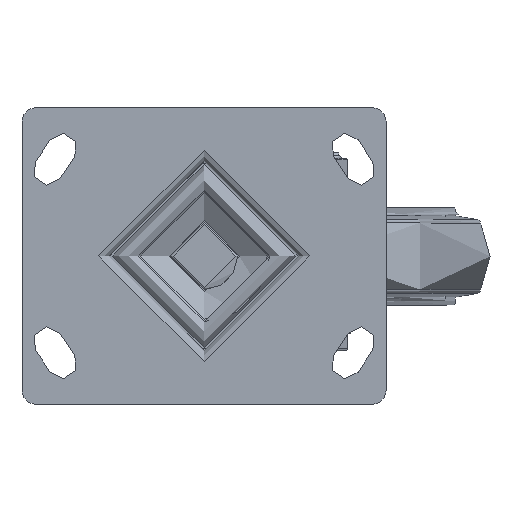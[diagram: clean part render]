
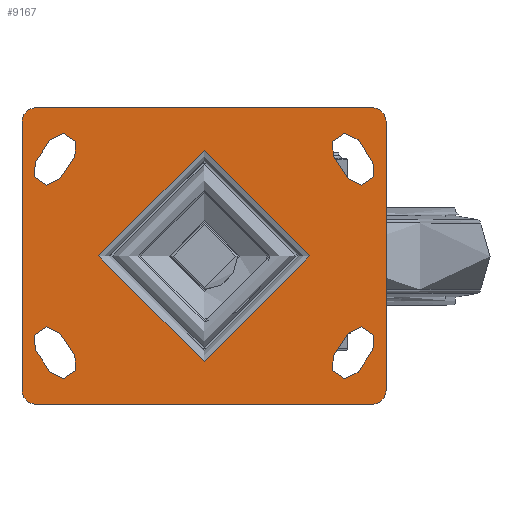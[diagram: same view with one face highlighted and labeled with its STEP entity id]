
A CAD part, top view. The second image highlights one B-rep face of the part: STEP entity #9167.
In plain terms, the highlighted planar face has unit normal (0, 0, 1).
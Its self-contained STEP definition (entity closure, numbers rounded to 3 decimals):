
#330=FACE_BOUND('',#3102,.T.);
#331=FACE_BOUND('',#3103,.T.);
#332=FACE_BOUND('',#3104,.T.);
#333=FACE_BOUND('',#3105,.T.);
#334=FACE_BOUND('',#3106,.T.);
#392=PLANE('',#10022);
#1047=LINE('',#14056,#1751);
#1049=LINE('',#14059,#1753);
#1051=LINE('',#14062,#1755);
#1053=LINE('',#14065,#1757);
#1055=LINE('',#14068,#1759);
#1057=LINE('',#14071,#1761);
#1059=LINE('',#14074,#1763);
#1061=LINE('',#14077,#1765);
#1066=LINE('',#14084,#1770);
#1067=LINE('',#14085,#1771);
#1068=LINE('',#14086,#1772);
#1069=LINE('',#14087,#1773);
#1751=VECTOR('',#11288,1000.);
#1753=VECTOR('',#11292,1000.);
#1755=VECTOR('',#11296,1000.);
#1757=VECTOR('',#11300,1000.);
#1759=VECTOR('',#11304,1000.);
#1761=VECTOR('',#11308,1000.);
#1763=VECTOR('',#11312,1000.);
#1765=VECTOR('',#11316,1000.);
#1770=VECTOR('',#11325,1000.);
#1771=VECTOR('',#11326,1000.);
#1772=VECTOR('',#11327,1000.);
#1773=VECTOR('',#11328,1000.);
#2548=FACE_OUTER_BOUND('',#3101,.T.);
#3101=EDGE_LOOP('',(#6645,#6646,#6647,#6648,#6649,#6650,#6651,#6652));
#3102=EDGE_LOOP('',(#6653));
#3103=EDGE_LOOP('',(#6654,#6655,#6656,#6657));
#3104=EDGE_LOOP('',(#6658,#6659,#6660,#6661));
#3105=EDGE_LOOP('',(#6662,#6663,#6664,#6665));
#3106=EDGE_LOOP('',(#6666,#6667,#6668,#6669));
#3676=CIRCLE('',#9843,39.);
#3787=CIRCLE('',#9978,5.);
#3789=CIRCLE('',#9981,5.);
#3791=CIRCLE('',#9984,5.);
#3793=CIRCLE('',#9987,5.);
#3795=CIRCLE('',#9990,5.5);
#3798=CIRCLE('',#9994,5.5);
#3799=CIRCLE('',#9996,5.5);
#3802=CIRCLE('',#10000,5.5);
#3803=CIRCLE('',#10002,5.5);
#3806=CIRCLE('',#10006,5.5);
#3807=CIRCLE('',#10008,5.5);
#3810=CIRCLE('',#10012,5.5);
#4072=VERTEX_POINT('',#13565);
#4241=VERTEX_POINT('',#13947);
#4242=VERTEX_POINT('',#13948);
#4245=VERTEX_POINT('',#13956);
#4246=VERTEX_POINT('',#13957);
#4249=VERTEX_POINT('',#13965);
#4250=VERTEX_POINT('',#13966);
#4253=VERTEX_POINT('',#13974);
#4254=VERTEX_POINT('',#13975);
#4257=VERTEX_POINT('',#13983);
#4258=VERTEX_POINT('',#13984);
#4263=VERTEX_POINT('',#13995);
#4264=VERTEX_POINT('',#13997);
#4265=VERTEX_POINT('',#14001);
#4266=VERTEX_POINT('',#14002);
#4271=VERTEX_POINT('',#14013);
#4272=VERTEX_POINT('',#14015);
#4273=VERTEX_POINT('',#14019);
#4274=VERTEX_POINT('',#14020);
#4279=VERTEX_POINT('',#14031);
#4280=VERTEX_POINT('',#14033);
#4281=VERTEX_POINT('',#14037);
#4282=VERTEX_POINT('',#14038);
#4287=VERTEX_POINT('',#14049);
#4288=VERTEX_POINT('',#14051);
#4949=EDGE_CURVE('',#4072,#4072,#3676,.T.);
#5130=EDGE_CURVE('',#4241,#4242,#3787,.T.);
#5134=EDGE_CURVE('',#4245,#4246,#3789,.T.);
#5138=EDGE_CURVE('',#4249,#4250,#3791,.T.);
#5142=EDGE_CURVE('',#4253,#4254,#3793,.T.);
#5146=EDGE_CURVE('',#4257,#4258,#3795,.T.);
#5152=EDGE_CURVE('',#4264,#4263,#3798,.T.);
#5154=EDGE_CURVE('',#4265,#4266,#3799,.T.);
#5160=EDGE_CURVE('',#4272,#4271,#3802,.T.);
#5162=EDGE_CURVE('',#4273,#4274,#3803,.T.);
#5168=EDGE_CURVE('',#4280,#4279,#3806,.T.);
#5170=EDGE_CURVE('',#4281,#4282,#3807,.T.);
#5176=EDGE_CURVE('',#4288,#4287,#3810,.T.);
#5179=EDGE_CURVE('',#4282,#4288,#1047,.T.);
#5181=EDGE_CURVE('',#4287,#4281,#1049,.T.);
#5183=EDGE_CURVE('',#4274,#4280,#1051,.T.);
#5185=EDGE_CURVE('',#4279,#4273,#1053,.T.);
#5187=EDGE_CURVE('',#4266,#4272,#1055,.T.);
#5189=EDGE_CURVE('',#4271,#4265,#1057,.T.);
#5191=EDGE_CURVE('',#4258,#4264,#1059,.T.);
#5193=EDGE_CURVE('',#4263,#4257,#1061,.T.);
#5198=EDGE_CURVE('',#4250,#4253,#1066,.T.);
#5199=EDGE_CURVE('',#4242,#4249,#1067,.T.);
#5200=EDGE_CURVE('',#4246,#4241,#1068,.T.);
#5201=EDGE_CURVE('',#4254,#4245,#1069,.T.);
#6645=ORIENTED_EDGE('',*,*,#5142,.F.);
#6646=ORIENTED_EDGE('',*,*,#5198,.F.);
#6647=ORIENTED_EDGE('',*,*,#5138,.F.);
#6648=ORIENTED_EDGE('',*,*,#5199,.F.);
#6649=ORIENTED_EDGE('',*,*,#5130,.F.);
#6650=ORIENTED_EDGE('',*,*,#5200,.F.);
#6651=ORIENTED_EDGE('',*,*,#5134,.F.);
#6652=ORIENTED_EDGE('',*,*,#5201,.F.);
#6653=ORIENTED_EDGE('',*,*,#4949,.F.);
#6654=ORIENTED_EDGE('',*,*,#5170,.T.);
#6655=ORIENTED_EDGE('',*,*,#5179,.T.);
#6656=ORIENTED_EDGE('',*,*,#5176,.T.);
#6657=ORIENTED_EDGE('',*,*,#5181,.T.);
#6658=ORIENTED_EDGE('',*,*,#5162,.T.);
#6659=ORIENTED_EDGE('',*,*,#5183,.T.);
#6660=ORIENTED_EDGE('',*,*,#5168,.T.);
#6661=ORIENTED_EDGE('',*,*,#5185,.T.);
#6662=ORIENTED_EDGE('',*,*,#5154,.T.);
#6663=ORIENTED_EDGE('',*,*,#5187,.T.);
#6664=ORIENTED_EDGE('',*,*,#5160,.T.);
#6665=ORIENTED_EDGE('',*,*,#5189,.T.);
#6666=ORIENTED_EDGE('',*,*,#5146,.T.);
#6667=ORIENTED_EDGE('',*,*,#5191,.T.);
#6668=ORIENTED_EDGE('',*,*,#5152,.T.);
#6669=ORIENTED_EDGE('',*,*,#5193,.T.);
#9167=ADVANCED_FACE('',(#2548,#330,#331,#332,#333,#334),#392,.T.);
#9843=AXIS2_PLACEMENT_3D('',#13566,#10867,#10868);
#9978=AXIS2_PLACEMENT_3D('',#13949,#11191,#11192);
#9981=AXIS2_PLACEMENT_3D('',#13958,#11199,#11200);
#9984=AXIS2_PLACEMENT_3D('',#13967,#11207,#11208);
#9987=AXIS2_PLACEMENT_3D('',#13976,#11215,#11216);
#9990=AXIS2_PLACEMENT_3D('',#13985,#11223,#11224);
#9994=AXIS2_PLACEMENT_3D('',#13998,#11234,#11235);
#9996=AXIS2_PLACEMENT_3D('',#14003,#11239,#11240);
#10000=AXIS2_PLACEMENT_3D('',#14016,#11250,#11251);
#10002=AXIS2_PLACEMENT_3D('',#14021,#11255,#11256);
#10006=AXIS2_PLACEMENT_3D('',#14034,#11266,#11267);
#10008=AXIS2_PLACEMENT_3D('',#14039,#11271,#11272);
#10012=AXIS2_PLACEMENT_3D('',#14052,#11282,#11283);
#10022=AXIS2_PLACEMENT_3D('',#14083,#11323,#11324);
#10867=DIRECTION('center_axis',(0.,0.,1.));
#10868=DIRECTION('ref_axis',(0.,-1.,0.));
#11191=DIRECTION('center_axis',(0.,0.,-1.));
#11192=DIRECTION('ref_axis',(-0.707,-0.707,0.));
#11199=DIRECTION('center_axis',(0.,0.,-1.));
#11200=DIRECTION('ref_axis',(0.707,-0.707,0.));
#11207=DIRECTION('center_axis',(0.,0.,-1.));
#11208=DIRECTION('ref_axis',(-0.707,0.707,0.));
#11215=DIRECTION('center_axis',(0.,0.,-1.));
#11216=DIRECTION('ref_axis',(0.707,0.707,0.));
#11223=DIRECTION('center_axis',(0.,0.,-1.));
#11224=DIRECTION('ref_axis',(-1.,0.,0.));
#11234=DIRECTION('center_axis',(0.,0.,-1.));
#11235=DIRECTION('ref_axis',(-1.,0.,0.));
#11239=DIRECTION('center_axis',(0.,0.,-1.));
#11240=DIRECTION('ref_axis',(1.,0.,0.));
#11250=DIRECTION('center_axis',(0.,0.,-1.));
#11251=DIRECTION('ref_axis',(1.,0.,0.));
#11255=DIRECTION('center_axis',(0.,0.,-1.));
#11256=DIRECTION('ref_axis',(1.,0.,0.));
#11266=DIRECTION('center_axis',(0.,0.,-1.));
#11267=DIRECTION('ref_axis',(1.,0.,0.));
#11271=DIRECTION('center_axis',(0.,0.,-1.));
#11272=DIRECTION('ref_axis',(-1.,0.,0.));
#11282=DIRECTION('center_axis',(0.,0.,-1.));
#11283=DIRECTION('ref_axis',(-1.,0.,0.));
#11288=DIRECTION('',(-0.555,-0.832,0.));
#11292=DIRECTION('',(0.555,0.832,0.));
#11296=DIRECTION('',(0.555,-0.832,0.));
#11300=DIRECTION('',(-0.555,0.832,0.));
#11304=DIRECTION('',(0.555,0.832,0.));
#11308=DIRECTION('',(-0.555,-0.832,0.));
#11312=DIRECTION('',(-0.555,0.832,0.));
#11316=DIRECTION('',(0.555,-0.832,0.));
#11323=DIRECTION('center_axis',(0.,0.,1.));
#11324=DIRECTION('ref_axis',(1.,0.,0.));
#11325=DIRECTION('',(1.,0.,0.));
#11326=DIRECTION('',(0.,1.,0.));
#11327=DIRECTION('',(-1.,0.,0.));
#11328=DIRECTION('',(0.,-1.,0.));
#13565=CARTESIAN_POINT('',(39.,0.,0.));
#13566=CARTESIAN_POINT('Origin',(0.,0.,0.));
#13947=CARTESIAN_POINT('',(-62.5,-55.,0.));
#13948=CARTESIAN_POINT('',(-67.5,-50.,0.));
#13949=CARTESIAN_POINT('Origin',(-62.5,-50.,0.));
#13956=CARTESIAN_POINT('',(67.5,-50.,0.));
#13957=CARTESIAN_POINT('',(62.5,-55.,0.));
#13958=CARTESIAN_POINT('Origin',(62.5,-50.,0.));
#13965=CARTESIAN_POINT('',(-67.5,50.,0.));
#13966=CARTESIAN_POINT('',(-62.5,55.,0.));
#13967=CARTESIAN_POINT('Origin',(-62.5,50.,0.));
#13974=CARTESIAN_POINT('',(62.5,55.,0.));
#13975=CARTESIAN_POINT('',(67.5,50.,0.));
#13976=CARTESIAN_POINT('Origin',(62.5,50.,0.));
#13983=CARTESIAN_POINT('',(62.576,34.801,0.));
#13984=CARTESIAN_POINT('',(53.424,28.699,0.));
#13985=CARTESIAN_POINT('Origin',(58.,31.75,0.));
#13995=CARTESIAN_POINT('',(57.076,43.051,0.));
#13997=CARTESIAN_POINT('',(47.924,36.949,0.));
#13998=CARTESIAN_POINT('Origin',(52.5,40.,0.));
#14001=CARTESIAN_POINT('',(-53.424,28.699,0.));
#14002=CARTESIAN_POINT('',(-62.576,34.801,0.));
#14003=CARTESIAN_POINT('Origin',(-58.,31.75,0.));
#14013=CARTESIAN_POINT('',(-47.924,36.949,0.));
#14015=CARTESIAN_POINT('',(-57.076,43.051,0.));
#14016=CARTESIAN_POINT('Origin',(-52.5,40.,0.));
#14019=CARTESIAN_POINT('',(-62.576,-34.801,0.));
#14020=CARTESIAN_POINT('',(-53.424,-28.699,0.));
#14021=CARTESIAN_POINT('Origin',(-58.,-31.75,0.));
#14031=CARTESIAN_POINT('',(-57.076,-43.051,0.));
#14033=CARTESIAN_POINT('',(-47.924,-36.949,0.));
#14034=CARTESIAN_POINT('Origin',(-52.5,-40.,0.));
#14037=CARTESIAN_POINT('',(53.424,-28.699,0.));
#14038=CARTESIAN_POINT('',(62.576,-34.801,0.));
#14039=CARTESIAN_POINT('Origin',(58.,-31.75,0.));
#14049=CARTESIAN_POINT('',(47.924,-36.949,0.));
#14051=CARTESIAN_POINT('',(57.076,-43.051,0.));
#14052=CARTESIAN_POINT('Origin',(52.5,-40.,0.));
#14056=CARTESIAN_POINT('',(59.605,-39.258,0.));
#14059=CARTESIAN_POINT('',(50.453,-33.156,0.));
#14062=CARTESIAN_POINT('',(-50.453,-33.156,0.));
#14065=CARTESIAN_POINT('',(-59.605,-39.258,0.));
#14068=CARTESIAN_POINT('',(-59.605,39.258,0.));
#14071=CARTESIAN_POINT('',(-50.453,33.156,0.));
#14074=CARTESIAN_POINT('',(50.453,33.156,0.));
#14077=CARTESIAN_POINT('',(59.605,39.258,0.));
#14083=CARTESIAN_POINT('Origin',(0.,0.,0.));
#14084=CARTESIAN_POINT('',(0.,55.,0.));
#14085=CARTESIAN_POINT('',(-67.5,0.,0.));
#14086=CARTESIAN_POINT('',(0.,-55.,0.));
#14087=CARTESIAN_POINT('',(67.5,0.,0.));
